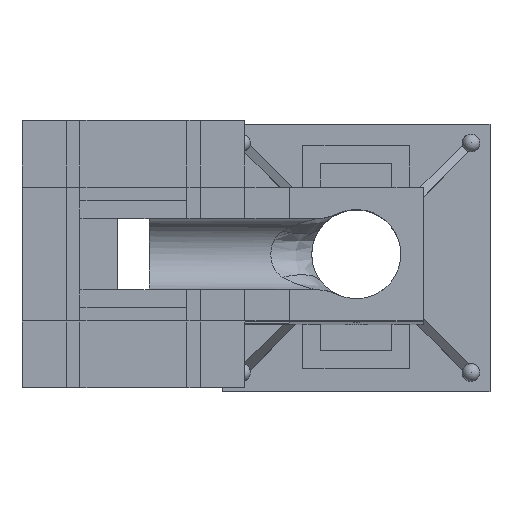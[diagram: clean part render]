
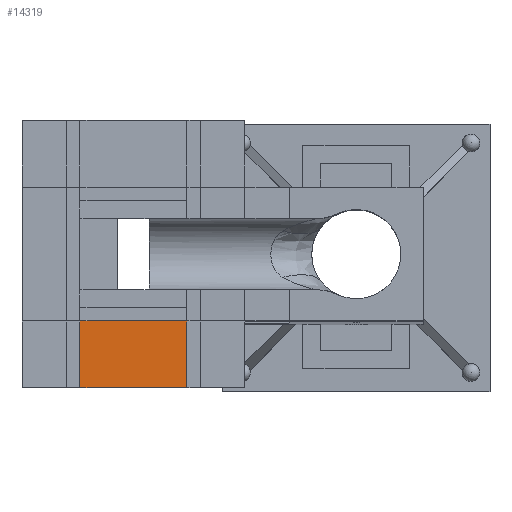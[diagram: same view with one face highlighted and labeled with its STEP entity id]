
A CAD part, top view. The second image highlights one B-rep face of the part: STEP entity #14319.
In plain terms, the highlighted planar face has unit normal (0, 0, 1).
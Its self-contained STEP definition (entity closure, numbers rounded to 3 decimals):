
#11213 = VERTEX_POINT('',#11214);
#11214 = CARTESIAN_POINT('',(-3.8,-1.5,
    48.));
#11228 = PLANE('',#11229);
#11229 = AXIS2_PLACEMENT_3D('',#11230,#11231,#11232);
#11230 = CARTESIAN_POINT('',(-5.,0.,48.
    ));
#11231 = DIRECTION('',(0.,0.,1.));
#11232 = DIRECTION('',(1.,0.,0.));
#11254 = PLANE('',#11255);
#11255 = AXIS2_PLACEMENT_3D('',#11256,#11257,#11258);
#11256 = CARTESIAN_POINT('',(1.5,1.5,
    48.));
#11257 = DIRECTION('',(-0.,0.,-1.));
#11258 = DIRECTION('',(-1.,0.,0.));
#12380 = VERTEX_POINT('',#12381);
#12381 = CARTESIAN_POINT('',(-6.2,-1.5,
    48.));
#12404 = EDGE_CURVE('',#11213,#12380,#12405,.T.);
#12405 = SURFACE_CURVE('',#12406,(#12410,#12417),.PCURVE_S1.);
#12406 = LINE('',#12407,#12408);
#12407 = CARTESIAN_POINT('',(1.5,-1.5,
    48.));
#12408 = VECTOR('',#12409,1.);
#12409 = DIRECTION('',(-1.,0.,0.));
#12410 = PCURVE('',#11254,#12411);
#12411 = DEFINITIONAL_REPRESENTATION('',(#12412),#12416);
#12412 = LINE('',#12413,#12414);
#12413 = CARTESIAN_POINT('',(0.,-3.));
#12414 = VECTOR('',#12415,1.);
#12415 = DIRECTION('',(1.,0.));
#12416 = ( GEOMETRIC_REPRESENTATION_CONTEXT(2) 
PARAMETRIC_REPRESENTATION_CONTEXT() REPRESENTATION_CONTEXT('2D SPACE',''
  ) );
#12417 = PCURVE('',#12418,#12423);
#12418 = PLANE('',#12419);
#12419 = AXIS2_PLACEMENT_3D('',#12420,#12421,#12422);
#12420 = CARTESIAN_POINT('',(-5.,0.,48.
    ));
#12421 = DIRECTION('',(0.,0.,1.));
#12422 = DIRECTION('',(1.,0.,0.));
#12423 = DEFINITIONAL_REPRESENTATION('',(#12424),#12428);
#12424 = LINE('',#12425,#12426);
#12425 = CARTESIAN_POINT('',(6.5,-1.5));
#12426 = VECTOR('',#12427,1.);
#12427 = DIRECTION('',(-1.,0.));
#12428 = ( GEOMETRIC_REPRESENTATION_CONTEXT(2) 
PARAMETRIC_REPRESENTATION_CONTEXT() REPRESENTATION_CONTEXT('2D SPACE',''
  ) );
#12457 = EDGE_CURVE('',#11213,#12458,#12460,.T.);
#12458 = VERTEX_POINT('',#12459);
#12459 = CARTESIAN_POINT('',(-3.8,-3.,
    48.));
#12460 = SURFACE_CURVE('',#12461,(#12465,#12472),.PCURVE_S1.);
#12461 = LINE('',#12462,#12463);
#12462 = CARTESIAN_POINT('',(-3.8,3.,
    48.));
#12463 = VECTOR('',#12464,1.);
#12464 = DIRECTION('',(0.,-1.,0.));
#12465 = PCURVE('',#11228,#12466);
#12466 = DEFINITIONAL_REPRESENTATION('',(#12467),#12471);
#12467 = LINE('',#12468,#12469);
#12468 = CARTESIAN_POINT('',(1.2,3.));
#12469 = VECTOR('',#12470,1.);
#12470 = DIRECTION('',(0.,-1.));
#12471 = ( GEOMETRIC_REPRESENTATION_CONTEXT(2) 
PARAMETRIC_REPRESENTATION_CONTEXT() REPRESENTATION_CONTEXT('2D SPACE',''
  ) );
#12472 = PCURVE('',#12418,#12473);
#12473 = DEFINITIONAL_REPRESENTATION('',(#12474),#12478);
#12474 = LINE('',#12475,#12476);
#12475 = CARTESIAN_POINT('',(1.2,3.));
#12476 = VECTOR('',#12477,1.);
#12477 = DIRECTION('',(0.,-1.));
#12478 = ( GEOMETRIC_REPRESENTATION_CONTEXT(2) 
PARAMETRIC_REPRESENTATION_CONTEXT() REPRESENTATION_CONTEXT('2D SPACE',''
  ) );
#12494 = PLANE('',#12495);
#12495 = AXIS2_PLACEMENT_3D('',#12496,#12497,#12498);
#12496 = CARTESIAN_POINT('',(-7.5,-3.,
    48.));
#12497 = DIRECTION('',(0.,-1.,0.));
#12498 = DIRECTION('',(1.,0.,0.));
#14282 = PLANE('',#14283);
#14283 = AXIS2_PLACEMENT_3D('',#14284,#14285,#14286);
#14284 = CARTESIAN_POINT('',(-5.,0.,48.
    ));
#14285 = DIRECTION('',(0.,0.,1.));
#14286 = DIRECTION('',(1.,0.,0.));
#14319 = ADVANCED_FACE('',(#14320),#12418,.T.);
#14320 = FACE_BOUND('',#14321,.T.);
#14321 = EDGE_LOOP('',(#14322,#14323,#14324,#14347));
#14322 = ORIENTED_EDGE('',*,*,#12457,.F.);
#14323 = ORIENTED_EDGE('',*,*,#12404,.T.);
#14324 = ORIENTED_EDGE('',*,*,#14325,.T.);
#14325 = EDGE_CURVE('',#12380,#14326,#14328,.T.);
#14326 = VERTEX_POINT('',#14327);
#14327 = CARTESIAN_POINT('',(-6.2,-3.,
    48.));
#14328 = SURFACE_CURVE('',#14329,(#14333,#14340),.PCURVE_S1.);
#14329 = LINE('',#14330,#14331);
#14330 = CARTESIAN_POINT('',(-6.2,3.,
    48.));
#14331 = VECTOR('',#14332,1.);
#14332 = DIRECTION('',(0.,-1.,0.));
#14333 = PCURVE('',#12418,#14334);
#14334 = DEFINITIONAL_REPRESENTATION('',(#14335),#14339);
#14335 = LINE('',#14336,#14337);
#14336 = CARTESIAN_POINT('',(-1.2,3.));
#14337 = VECTOR('',#14338,1.);
#14338 = DIRECTION('',(0.,-1.));
#14339 = ( GEOMETRIC_REPRESENTATION_CONTEXT(2) 
PARAMETRIC_REPRESENTATION_CONTEXT() REPRESENTATION_CONTEXT('2D SPACE',''
  ) );
#14340 = PCURVE('',#14282,#14341);
#14341 = DEFINITIONAL_REPRESENTATION('',(#14342),#14346);
#14342 = LINE('',#14343,#14344);
#14343 = CARTESIAN_POINT('',(-1.2,3.));
#14344 = VECTOR('',#14345,1.);
#14345 = DIRECTION('',(0.,-1.));
#14346 = ( GEOMETRIC_REPRESENTATION_CONTEXT(2) 
PARAMETRIC_REPRESENTATION_CONTEXT() REPRESENTATION_CONTEXT('2D SPACE',''
  ) );
#14347 = ORIENTED_EDGE('',*,*,#14348,.T.);
#14348 = EDGE_CURVE('',#14326,#12458,#14349,.T.);
#14349 = SURFACE_CURVE('',#14350,(#14354,#14361),.PCURVE_S1.);
#14350 = LINE('',#14351,#14352);
#14351 = CARTESIAN_POINT('',(-7.5,-3.,
    48.));
#14352 = VECTOR('',#14353,1.);
#14353 = DIRECTION('',(1.,0.,0.));
#14354 = PCURVE('',#12418,#14355);
#14355 = DEFINITIONAL_REPRESENTATION('',(#14356),#14360);
#14356 = LINE('',#14357,#14358);
#14357 = CARTESIAN_POINT('',(-2.5,-3.));
#14358 = VECTOR('',#14359,1.);
#14359 = DIRECTION('',(1.,0.));
#14360 = ( GEOMETRIC_REPRESENTATION_CONTEXT(2) 
PARAMETRIC_REPRESENTATION_CONTEXT() REPRESENTATION_CONTEXT('2D SPACE',''
  ) );
#14361 = PCURVE('',#12494,#14362);
#14362 = DEFINITIONAL_REPRESENTATION('',(#14363),#14367);
#14363 = LINE('',#14364,#14365);
#14364 = CARTESIAN_POINT('',(0.,0.));
#14365 = VECTOR('',#14366,1.);
#14366 = DIRECTION('',(1.,0.));
#14367 = ( GEOMETRIC_REPRESENTATION_CONTEXT(2) 
PARAMETRIC_REPRESENTATION_CONTEXT() REPRESENTATION_CONTEXT('2D SPACE',''
  ) );
